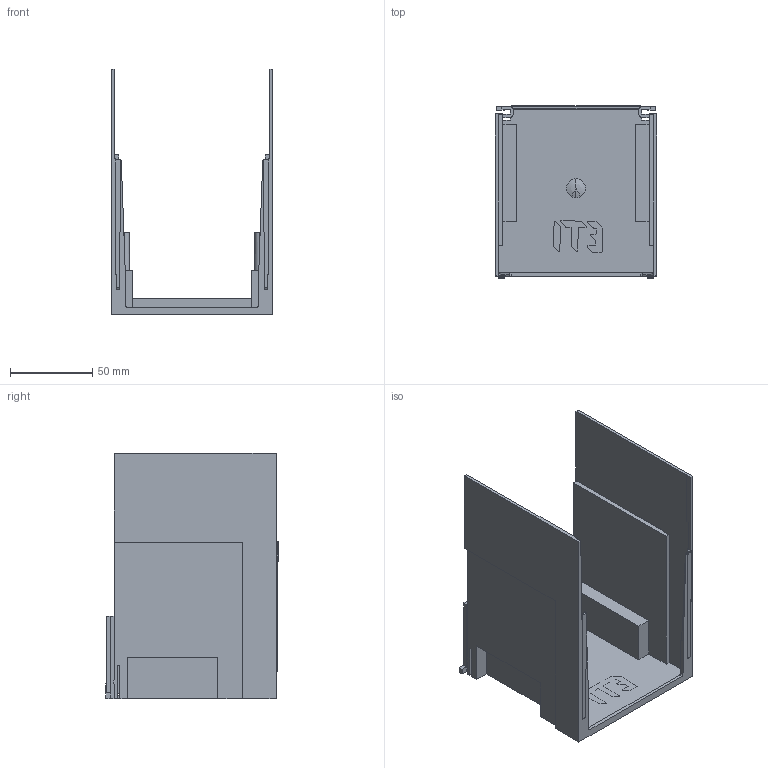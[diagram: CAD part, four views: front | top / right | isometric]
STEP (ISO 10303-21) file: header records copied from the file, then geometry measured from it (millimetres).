
FILE_DESCRIPTION((''),'2;1');
FILE_NAME('L8950666_L_ANSCHLUSSRAUMABDECKU_ASM','2021-05-13T',('marketing.praksa'),('Audax d.o.o.'),'CREO PARAMETRIC BY PTC INC, 2017480','CREO PARAMETRIC BY PTC INC, 2017480','');
FILE_SCHEMA(('AUTOMOTIVE_DESIGN { 1 0 10303 214 1 1 1 1 }'));
Length unit declared in the file: millimetre
Products named in the file (5): HAUPTKOERPER_NICHT_BENUTZEN_2_2; HAUPTKOERPER_NICHT_BENUTZEN_3; PRT9551; ZKU; L8950666_L_ANSCHLUSSRAUMABDECKU_ASM
Assembly tree (4 placements, depth 2):
  L8950666_L_ANSCHLUSSRAUMABDECKU_ASM
    HAUPTKOERPER_NICHT_BENUTZEN_2_2
    HAUPTKOERPER_NICHT_BENUTZEN_3
    PRT9551
    ZKU
Bounding box: 98 x 104.79 x 149 mm (x, y, z)
Volume: 85563.4 mm3; surface area: 91733.5 mm2
Topology: 6 solids, 6 shells, 288 faces, 823 edges, 541 vertices
Faces by surface type: plane 204, cylinder 76, sphere 8
Entity records: 14257 total; most frequent: CARTESIAN_POINT 1751, ORIENTED_EDGE 1630, DIRECTION 1558, PRESENTATION_STYLE_ASSIGNMENT 1109, STYLED_ITEM 1109, CURVE_STYLE 815, EDGE_CURVE 815, VECTOR 626
